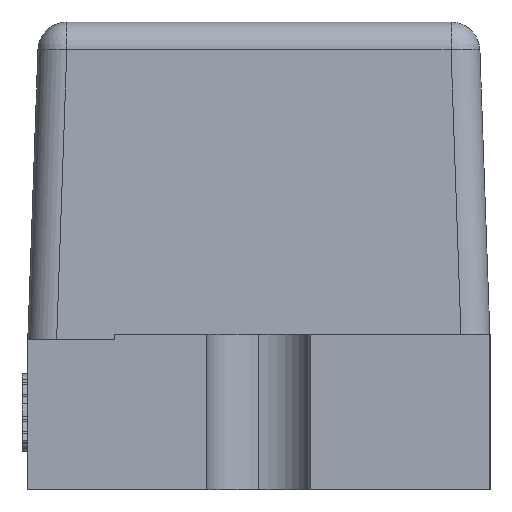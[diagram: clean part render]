
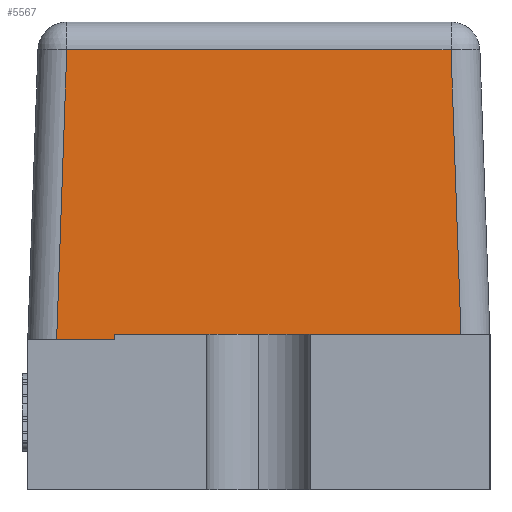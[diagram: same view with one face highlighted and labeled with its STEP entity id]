
A CAD part, left-side view. The second image highlights one B-rep face of the part: STEP entity #5567.
In plain terms, the highlighted planar face has unit normal (-0.999, 0, 0.035).
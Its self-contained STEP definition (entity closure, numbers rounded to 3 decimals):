
#678 = PLANE ( 'NONE',  #13332 ) ;
#1199 = LINE ( 'NONE', #17047, #8925 ) ;
#2539 = ORIENTED_EDGE ( 'NONE', *, *, #5388, .T. ) ;
#3425 = CARTESIAN_POINT ( 'NONE',  ( -0.482, 0.381, 0.762 ) ) ;
#3572 = DIRECTION ( 'NONE',  ( -0.035, 0.035, -0.999 ) ) ;
#4978 = DIRECTION ( 'NONE',  ( 0.035, 0.035, 0.999 ) ) ;
#5388 = EDGE_CURVE ( 'NONE', #15360, #10546, #7379, .T. ) ;
#5567 = ADVANCED_FACE ( 'NONE', ( #14249 ), #678, .T. ) ;
#7228 = CARTESIAN_POINT ( 'NONE',  ( -0.5, 0.35, 0.26 ) ) ;
#7379 = LINE ( 'NONE', #3425, #14175 ) ;
#7624 = CARTESIAN_POINT ( 'NONE',  ( -0.499, -0.349, 0.286 ) ) ;
#7673 = CARTESIAN_POINT ( 'NONE',  ( -0.5, 0.4, 0.26 ) ) ;
#7872 = EDGE_CURVE ( 'NONE', #10546, #8006, #1199, .T. ) ;
#7944 = ORIENTED_EDGE ( 'NONE', *, *, #8638, .T. ) ;
#8006 = VERTEX_POINT ( 'NONE', #7228 ) ;
#8638 = EDGE_CURVE ( 'NONE', #9849, #15360, #10619, .T. ) ;
#8710 = ORIENTED_EDGE ( 'NONE', *, *, #9543, .T. ) ;
#8724 = ORIENTED_EDGE ( 'NONE', *, *, #7872, .T. ) ;
#8925 = VECTOR ( 'NONE', #3572, 1000. ) ;
#9543 = EDGE_CURVE ( 'NONE', #8006, #9849, #9970, .T. ) ;
#9849 = VERTEX_POINT ( 'NONE', #16010 ) ;
#9970 = LINE ( 'NONE', #7673, #16255 ) ;
#10546 = VERTEX_POINT ( 'NONE', #11983 ) ;
#10619 = LINE ( 'NONE', #7624, #14589 ) ;
#11983 = CARTESIAN_POINT ( 'NONE',  ( -0.482, 0.333, 0.762 ) ) ;
#12571 = DIRECTION ( 'NONE',  ( -0.999, 0., 0.035 ) ) ;
#12766 = DIRECTION ( 'NONE',  ( 0., 1., 0. ) ) ;
#13332 = AXIS2_PLACEMENT_3D ( 'NONE', #14069, #12571, #15486 ) ;
#14069 = CARTESIAN_POINT ( 'NONE',  ( -0.5, 0.4, 0.26 ) ) ;
#14115 = DIRECTION ( 'NONE',  ( 0., -1., 0. ) ) ;
#14175 = VECTOR ( 'NONE', #12766, 1000. ) ;
#14249 = FACE_OUTER_BOUND ( 'NONE', #17041, .T. ) ;
#14589 = VECTOR ( 'NONE', #4978, 1000. ) ;
#14898 = CARTESIAN_POINT ( 'NONE',  ( -0.482, -0.333, 0.762 ) ) ;
#15360 = VERTEX_POINT ( 'NONE', #14898 ) ;
#15486 = DIRECTION ( 'NONE',  ( 0., 1., 0. ) ) ;
#16010 = CARTESIAN_POINT ( 'NONE',  ( -0.5, -0.35, 0.26 ) ) ;
#16255 = VECTOR ( 'NONE', #14115, 1000. ) ;
#17041 = EDGE_LOOP ( 'NONE', ( #2539, #8724, #8710, #7944 ) ) ;
#17047 = CARTESIAN_POINT ( 'NONE',  ( -0.5, 0.35, 0.258 ) ) ;
